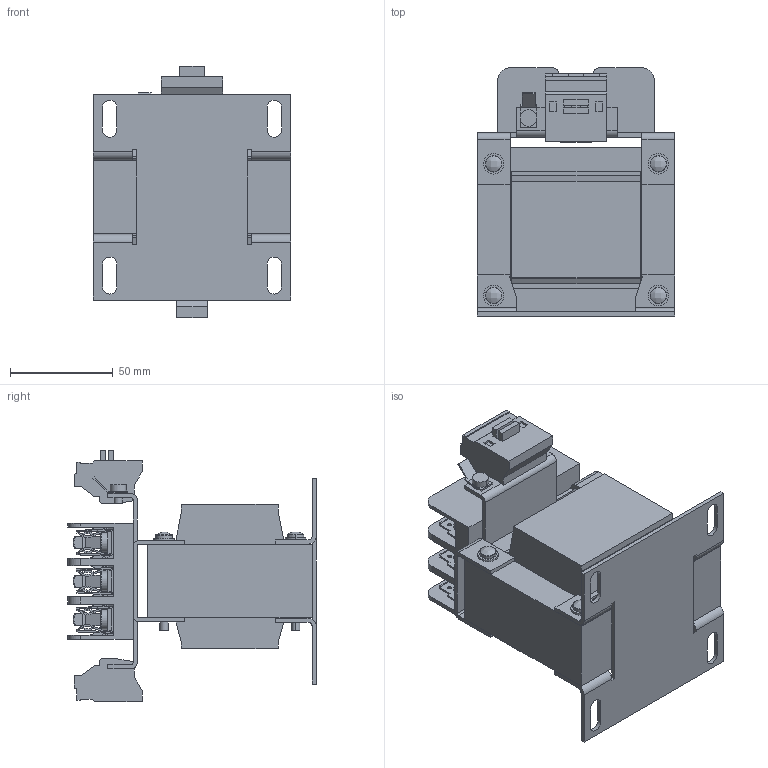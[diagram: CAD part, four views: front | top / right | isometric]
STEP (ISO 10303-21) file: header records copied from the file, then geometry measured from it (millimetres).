
FILE_DESCRIPTION (( 'STEP AP203' ), '1' );
FILE_NAME ('CT-015-048-12-1.step', '2024-10-31T17:02:40', ( '' ), ( '' ), 'SwSTEP 2.0', 'SolidWorks 2023', '' );
FILE_SCHEMA (( 'CONFIG_CONTROL_DESIGN' ));
Products named in the file (1): CT-015-048-12-1
Bounding box: 96 x 120.75 x 122 mm (x, y, z)
Volume: 499625.6 mm3; surface area: 125558.5 mm2
Topology: 2 solids, 8 shells, 1602 faces, 4700 edges, 3094 vertices
Faces by surface type: plane 1033, cylinder 527, cone 24, bspline 18
Entity records: 55861 total; most frequent: CARTESIAN_POINT 12923, ORIENTED_EDGE 9400, DIRECTION 8502, EDGE_CURVE 4700, LINE 3096, VECTOR 3096, VERTEX_POINT 3094, AXIS2_PLACEMENT_3D 2703
